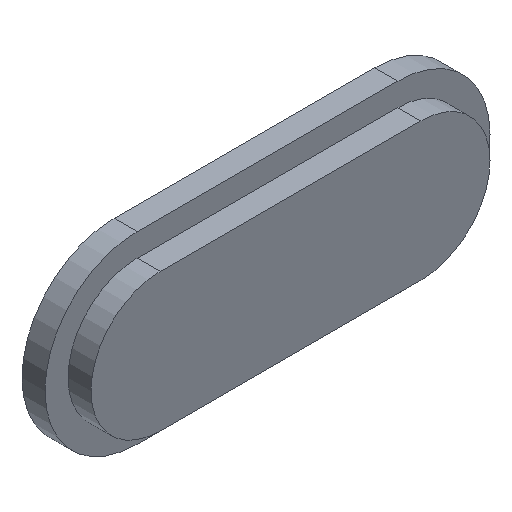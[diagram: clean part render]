
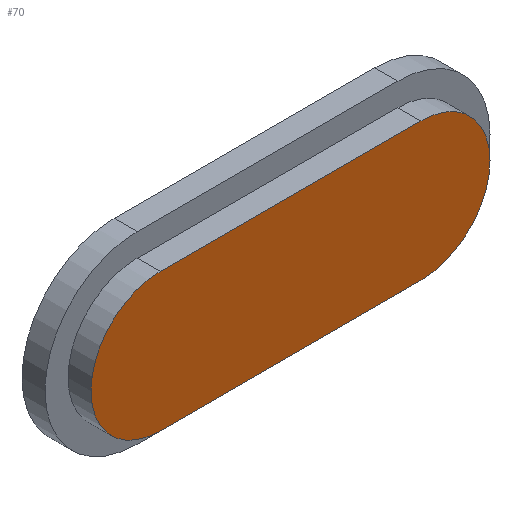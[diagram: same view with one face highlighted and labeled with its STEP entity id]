
A CAD part, isometric view. The second image highlights one B-rep face of the part: STEP entity #70.
In plain terms, the highlighted planar face has unit normal (0, -1, 0).
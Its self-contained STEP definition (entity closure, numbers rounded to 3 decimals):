
#3 = DIRECTION ( 'NONE',  ( 0., 0., -1. ) ) ;
#5 = CARTESIAN_POINT ( 'NONE',  ( 8.5, 0., 4.5 ) ) ;
#16 = AXIS2_PLACEMENT_3D ( 'NONE', #241, #238, #3 ) ;
#32 = FACE_OUTER_BOUND ( 'NONE', #158, .T. ) ;
#44 = CARTESIAN_POINT ( 'NONE',  ( -8.5, 0., 4.5 ) ) ;
#46 = CARTESIAN_POINT ( 'NONE',  ( -8.5, 0., 0. ) ) ;
#49 = LINE ( 'NONE', #348, #133 ) ;
#55 = VERTEX_POINT ( 'NONE', #339 ) ;
#66 = VECTOR ( 'NONE', #127, 1000. ) ;
#70 = ADVANCED_FACE ( 'NONE', ( #32 ), #247, .F. ) ;
#83 = DIRECTION ( 'NONE',  ( 0., 0., 1. ) ) ;
#106 = CARTESIAN_POINT ( 'NONE',  ( -8.5, 0., 0. ) ) ;
#111 = DIRECTION ( 'NONE',  ( 0., 1., 0. ) ) ;
#127 = DIRECTION ( 'NONE',  ( -1., 0., 0. ) ) ;
#133 = VECTOR ( 'NONE', #289, 1000. ) ;
#146 = VERTEX_POINT ( 'NONE', #317 ) ;
#150 = DIRECTION ( 'NONE',  ( 0., -1., 0. ) ) ;
#158 = EDGE_LOOP ( 'NONE', ( #275, #311, #337, #183 ) ) ;
#159 = VERTEX_POINT ( 'NONE', #44 ) ;
#177 = AXIS2_PLACEMENT_3D ( 'NONE', #46, #150, #297 ) ;
#183 = ORIENTED_EDGE ( 'NONE', *, *, #252, .T. ) ;
#211 = EDGE_CURVE ( 'NONE', #55, #146, #49, .T. ) ;
#214 = CIRCLE ( 'NONE', #16, 4.5 ) ;
#224 = CIRCLE ( 'NONE', #177, 4.5 ) ;
#235 = EDGE_CURVE ( 'NONE', #159, #55, #224, .T. ) ;
#238 = DIRECTION ( 'NONE',  ( 0., -1., 0. ) ) ;
#241 = CARTESIAN_POINT ( 'NONE',  ( 8.5, 0., 0. ) ) ;
#247 = PLANE ( 'NONE',  #314 ) ;
#252 = EDGE_CURVE ( 'NONE', #310, #159, #335, .T. ) ;
#260 = CARTESIAN_POINT ( 'NONE',  ( 8.5, 0., 4.5 ) ) ;
#275 = ORIENTED_EDGE ( 'NONE', *, *, #235, .T. ) ;
#289 = DIRECTION ( 'NONE',  ( 1., 0., 0. ) ) ;
#297 = DIRECTION ( 'NONE',  ( 0., 0., -1. ) ) ;
#304 = EDGE_CURVE ( 'NONE', #146, #310, #214, .T. ) ;
#310 = VERTEX_POINT ( 'NONE', #5 ) ;
#311 = ORIENTED_EDGE ( 'NONE', *, *, #211, .T. ) ;
#314 = AXIS2_PLACEMENT_3D ( 'NONE', #106, #111, #83 ) ;
#317 = CARTESIAN_POINT ( 'NONE',  ( 8.5, 0., -4.5 ) ) ;
#335 = LINE ( 'NONE', #260, #66 ) ;
#337 = ORIENTED_EDGE ( 'NONE', *, *, #304, .T. ) ;
#339 = CARTESIAN_POINT ( 'NONE',  ( -8.5, 0., -4.5 ) ) ;
#348 = CARTESIAN_POINT ( 'NONE',  ( -8.5, 0., -4.5 ) ) ;
